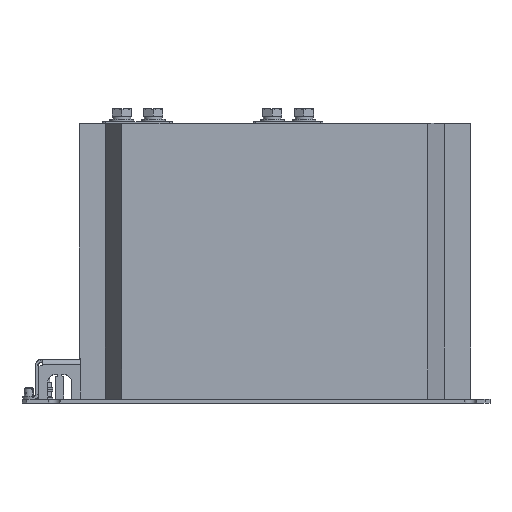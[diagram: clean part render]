
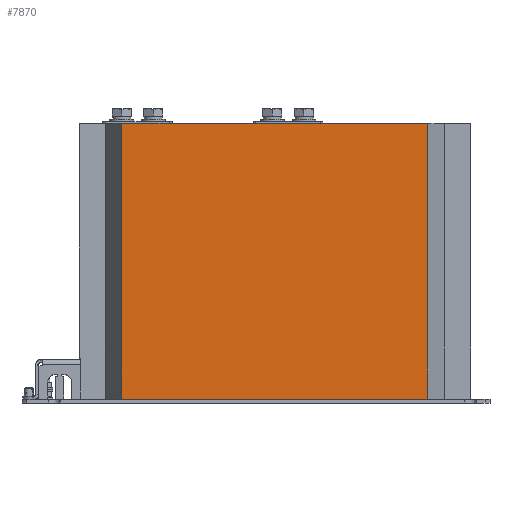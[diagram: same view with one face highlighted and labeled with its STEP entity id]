
A CAD part, top view. The second image highlights one B-rep face of the part: STEP entity #7870.
In plain terms, the highlighted face is planar.
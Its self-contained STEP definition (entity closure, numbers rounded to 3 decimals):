
#4506 = ORIENTED_EDGE ( 'NONE', *, *, #158229, .F. ) ;
#5855 = EDGE_CURVE ( 'NONE', #84262, #46131, #138042, .T. ) ;
#7870 = ADVANCED_FACE ( 'NONE', ( #171463 ), #197981, .F. ) ;
#8969 = VECTOR ( 'NONE', #43518, 1000. ) ;
#38636 = EDGE_LOOP ( 'NONE', ( #118273, #137353, #4506, #129712 ) ) ;
#42567 = CARTESIAN_POINT ( 'NONE',  ( -154.257, -89., 278. ) ) ;
#43022 = CARTESIAN_POINT ( 'NONE',  ( -154.257, -89., 278. ) ) ;
#43518 = DIRECTION ( 'NONE',  ( 0., 0., -1. ) ) ;
#46131 = VERTEX_POINT ( 'NONE', #90552 ) ;
#49418 = VECTOR ( 'NONE', #168868, 1000. ) ;
#50890 = LINE ( 'NONE', #116921, #131939 ) ;
#52168 = LINE ( 'NONE', #94674, #138320 ) ;
#74778 = CARTESIAN_POINT ( 'NONE',  ( -154.257, -89., 0. ) ) ;
#84262 = VERTEX_POINT ( 'NONE', #42567 ) ;
#89534 = EDGE_CURVE ( 'NONE', #207210, #162961, #52168, .T. ) ;
#90552 = CARTESIAN_POINT ( 'NONE',  ( -154.257, -89., 0. ) ) ;
#94674 = CARTESIAN_POINT ( 'NONE',  ( 154.257, -89., 278. ) ) ;
#104164 = CARTESIAN_POINT ( 'NONE',  ( 154.257, -89., 0. ) ) ;
#116921 = CARTESIAN_POINT ( 'NONE',  ( -154.257, -89., 278. ) ) ;
#118273 = ORIENTED_EDGE ( 'NONE', *, *, #172127, .T. ) ;
#129712 = ORIENTED_EDGE ( 'NONE', *, *, #5855, .T. ) ;
#131939 = VECTOR ( 'NONE', #133107, 1000. ) ;
#133107 = DIRECTION ( 'NONE',  ( 1., 0., 0. ) ) ;
#137353 = ORIENTED_EDGE ( 'NONE', *, *, #89534, .F. ) ;
#138042 = LINE ( 'NONE', #43022, #8969 ) ;
#138320 = VECTOR ( 'NONE', #207693, 1000. ) ;
#140603 = LINE ( 'NONE', #74778, #49418 ) ;
#141901 = AXIS2_PLACEMENT_3D ( 'NONE', #201697, #197805, #197298 ) ;
#158229 = EDGE_CURVE ( 'NONE', #84262, #207210, #50890, .T. ) ;
#162961 = VERTEX_POINT ( 'NONE', #104164 ) ;
#168868 = DIRECTION ( 'NONE',  ( 1., 0., 0. ) ) ;
#171463 = FACE_OUTER_BOUND ( 'NONE', #38636, .T. ) ;
#172127 = EDGE_CURVE ( 'NONE', #46131, #162961, #140603, .T. ) ;
#194954 = CARTESIAN_POINT ( 'NONE',  ( 154.257, -89., 278. ) ) ;
#197298 = DIRECTION ( 'NONE',  ( -1., 0., 0. ) ) ;
#197805 = DIRECTION ( 'NONE',  ( 0., 1., 0. ) ) ;
#197981 = PLANE ( 'NONE',  #141901 ) ;
#201697 = CARTESIAN_POINT ( 'NONE',  ( -154.257, -89., 278. ) ) ;
#207210 = VERTEX_POINT ( 'NONE', #194954 ) ;
#207693 = DIRECTION ( 'NONE',  ( 0., 0., -1. ) ) ;
